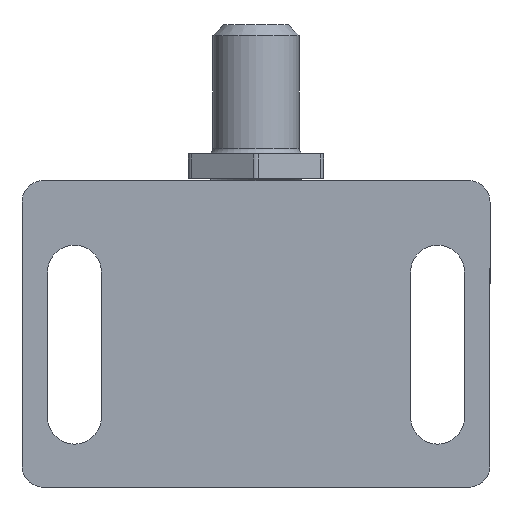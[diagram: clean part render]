
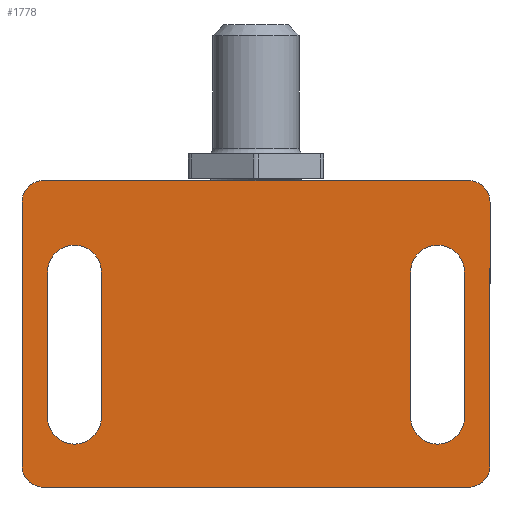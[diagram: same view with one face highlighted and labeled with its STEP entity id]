
A CAD part, front view. The second image highlights one B-rep face of the part: STEP entity #1778.
In plain terms, the highlighted planar face has unit normal (0, -1, 0).
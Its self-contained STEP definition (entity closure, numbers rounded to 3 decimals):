
#455=CARTESIAN_POINT('',(-43.5,0.0,2.));
#456=VERTEX_POINT('',#455);
#463=CARTESIAN_POINT('',(-43.5,0.0,26.5));
#464=VERTEX_POINT('',#463);
#465=CARTESIAN_POINT('',(-43.5,0.0,2.));
#466=DIRECTION('',(0.0,0.0,1.0));
#467=VECTOR('',#466,24.5);
#468=LINE('',#465,#467);
#469=EDGE_CURVE('',#456,#464,#468,.T.);
#495=CARTESIAN_POINT('',(-41.5,0.0,0.0));
#496=VERTEX_POINT('',#495);
#503=CARTESIAN_POINT('',(-41.5,0.0,2.0));
#504=DIRECTION('',(0.0,1.0,0.0));
#505=DIRECTION('',(-0.707,0.0,-0.707));
#506=AXIS2_PLACEMENT_3D('',#503,#504,#505);
#507=CIRCLE('',#506,2.0);
#508=EDGE_CURVE('',#496,#456,#507,.T.);
#520=CARTESIAN_POINT('',(-2.0,0.0,0.0));
#521=VERTEX_POINT('',#520);
#528=CARTESIAN_POINT('',(-2.0,0.0,0.0));
#529=DIRECTION('',(-1.0,0.0,0.0));
#530=VECTOR('',#529,39.5);
#531=LINE('',#528,#530);
#532=EDGE_CURVE('',#521,#496,#531,.T.);
#544=CARTESIAN_POINT('',(0.,0.0,2.));
#545=VERTEX_POINT('',#544);
#552=CARTESIAN_POINT('',(-2.0,0.0,2.0));
#553=DIRECTION('',(0.0,1.0,0.0));
#554=DIRECTION('',(0.707,0.0,-0.707));
#555=AXIS2_PLACEMENT_3D('',#552,#553,#554);
#556=CIRCLE('',#555,2.0);
#557=EDGE_CURVE('',#545,#521,#556,.T.);
#585=CARTESIAN_POINT('',(0.,0.0,26.5));
#586=VERTEX_POINT('',#585);
#593=CARTESIAN_POINT('',(0.,0.0,26.5));
#594=DIRECTION('',(0.0,0.0,-1.0));
#595=VECTOR('',#594,24.5);
#596=LINE('',#593,#595);
#597=EDGE_CURVE('',#586,#545,#596,.T.);
#1505=CARTESIAN_POINT('',(-2.,0.0,28.5));
#1506=VERTEX_POINT('',#1505);
#1513=CARTESIAN_POINT('',(-2.,0.0,26.5));
#1514=DIRECTION('',(0.0,1.0,0.0));
#1515=DIRECTION('',(0.707,0.0,0.707));
#1516=AXIS2_PLACEMENT_3D('',#1513,#1514,#1515);
#1517=CIRCLE('',#1516,2.0);
#1518=EDGE_CURVE('',#1506,#586,#1517,.T.);
#1538=CARTESIAN_POINT('',(-41.5,0.0,28.5));
#1539=VERTEX_POINT('',#1538);
#1546=CARTESIAN_POINT('',(-41.5,0.0,28.5));
#1547=DIRECTION('',(1.0,0.0,0.0));
#1548=VECTOR('',#1547,39.5);
#1549=LINE('',#1546,#1548);
#1550=EDGE_CURVE('',#1539,#1506,#1549,.T.);
#1680=CARTESIAN_POINT('',(-41.5,0.0,26.5));
#1681=DIRECTION('',(0.0,1.0,0.0));
#1682=DIRECTION('',(-0.707,0.0,0.707));
#1683=AXIS2_PLACEMENT_3D('',#1680,#1681,#1682);
#1684=CIRCLE('',#1683,2.0);
#1685=EDGE_CURVE('',#464,#1539,#1684,.T.);
#1691=CARTESIAN_POINT('',(-21.75,0.0,14.25));
#1692=DIRECTION('',(0.0,-1.0,0.0));
#1693=DIRECTION('',(0.0,0.0,-1.0));
#1694=AXIS2_PLACEMENT_3D('',#1691,#1692,#1693);
#1695=PLANE('',#1694);
#1696=ORIENTED_EDGE('',*,*,#1518,.F.);
#1697=ORIENTED_EDGE('',*,*,#1550,.F.);
#1698=ORIENTED_EDGE('',*,*,#1685,.F.);
#1699=ORIENTED_EDGE('',*,*,#469,.F.);
#1700=ORIENTED_EDGE('',*,*,#508,.F.);
#1701=ORIENTED_EDGE('',*,*,#532,.F.);
#1702=ORIENTED_EDGE('',*,*,#557,.F.);
#1703=ORIENTED_EDGE('',*,*,#597,.F.);
#1704=EDGE_LOOP('',(#1696,#1697,#1698,#1699,#1700,#1701,#1702,#1703));
#1705=FACE_OUTER_BOUND('',#1704,.T.);
#1706=CARTESIAN_POINT('',(-7.375,0.0,6.5));
#1707=VERTEX_POINT('',#1706);
#1708=CARTESIAN_POINT('',(-7.375,0.0,20.));
#1709=VERTEX_POINT('',#1708);
#1710=CARTESIAN_POINT('',(-7.375,0.0,6.5));
#1711=DIRECTION('',(0.0,0.0,1.0));
#1712=VECTOR('',#1711,13.5);
#1713=LINE('',#1710,#1712);
#1714=EDGE_CURVE('',#1707,#1709,#1713,.T.);
#1715=ORIENTED_EDGE('',*,*,#1714,.T.);
#1716=CARTESIAN_POINT('',(-2.375,0.0,20.));
#1717=VERTEX_POINT('',#1716);
#1718=CARTESIAN_POINT('',(-4.875,0.0,20.));
#1719=DIRECTION('',(0.0,1.0,0.0));
#1720=DIRECTION('',(1.0,0.0,0.0));
#1721=AXIS2_PLACEMENT_3D('',#1718,#1719,#1720);
#1722=CIRCLE('',#1721,2.5);
#1723=EDGE_CURVE('',#1709,#1717,#1722,.T.);
#1724=ORIENTED_EDGE('',*,*,#1723,.T.);
#1725=CARTESIAN_POINT('',(-2.375,0.0,6.5));
#1726=VERTEX_POINT('',#1725);
#1727=CARTESIAN_POINT('',(-2.375,0.0,20.));
#1728=DIRECTION('',(0.0,0.0,-1.0));
#1729=VECTOR('',#1728,13.5);
#1730=LINE('',#1727,#1729);
#1731=EDGE_CURVE('',#1717,#1726,#1730,.T.);
#1732=ORIENTED_EDGE('',*,*,#1731,.T.);
#1733=CARTESIAN_POINT('',(-4.875,0.0,6.5));
#1734=DIRECTION('',(0.0,1.0,0.0));
#1735=DIRECTION('',(-1.0,0.0,0.0));
#1736=AXIS2_PLACEMENT_3D('',#1733,#1734,#1735);
#1737=CIRCLE('',#1736,2.5);
#1738=EDGE_CURVE('',#1726,#1707,#1737,.T.);
#1739=ORIENTED_EDGE('',*,*,#1738,.T.);
#1740=EDGE_LOOP('',(#1715,#1724,#1732,#1739));
#1741=FACE_BOUND('',#1740,.T.);
#1742=CARTESIAN_POINT('',(-41.125,0.0,6.5));
#1743=VERTEX_POINT('',#1742);
#1744=CARTESIAN_POINT('',(-41.125,0.0,20.));
#1745=VERTEX_POINT('',#1744);
#1746=CARTESIAN_POINT('',(-41.125,0.0,6.5));
#1747=DIRECTION('',(0.0,0.0,1.0));
#1748=VECTOR('',#1747,13.5);
#1749=LINE('',#1746,#1748);
#1750=EDGE_CURVE('',#1743,#1745,#1749,.T.);
#1751=ORIENTED_EDGE('',*,*,#1750,.T.);
#1752=CARTESIAN_POINT('',(-36.125,0.0,20.));
#1753=VERTEX_POINT('',#1752);
#1754=CARTESIAN_POINT('',(-38.625,0.0,20.));
#1755=DIRECTION('',(0.0,1.0,0.0));
#1756=DIRECTION('',(-1.0,0.0,0.0));
#1757=AXIS2_PLACEMENT_3D('',#1754,#1755,#1756);
#1758=CIRCLE('',#1757,2.5);
#1759=EDGE_CURVE('',#1745,#1753,#1758,.T.);
#1760=ORIENTED_EDGE('',*,*,#1759,.T.);
#1761=CARTESIAN_POINT('',(-36.125,0.0,6.5));
#1762=VERTEX_POINT('',#1761);
#1763=CARTESIAN_POINT('',(-36.125,0.0,20.));
#1764=DIRECTION('',(0.0,0.0,-1.0));
#1765=VECTOR('',#1764,13.5);
#1766=LINE('',#1763,#1765);
#1767=EDGE_CURVE('',#1753,#1762,#1766,.T.);
#1768=ORIENTED_EDGE('',*,*,#1767,.T.);
#1769=CARTESIAN_POINT('',(-38.625,0.0,6.5));
#1770=DIRECTION('',(0.0,1.0,0.0));
#1771=DIRECTION('',(1.0,0.0,0.0));
#1772=AXIS2_PLACEMENT_3D('',#1769,#1770,#1771);
#1773=CIRCLE('',#1772,2.5);
#1774=EDGE_CURVE('',#1762,#1743,#1773,.T.);
#1775=ORIENTED_EDGE('',*,*,#1774,.T.);
#1776=EDGE_LOOP('',(#1751,#1760,#1768,#1775));
#1777=FACE_BOUND('',#1776,.T.);
#1778=ADVANCED_FACE('',(#1705,#1741,#1777),#1695,.T.);
